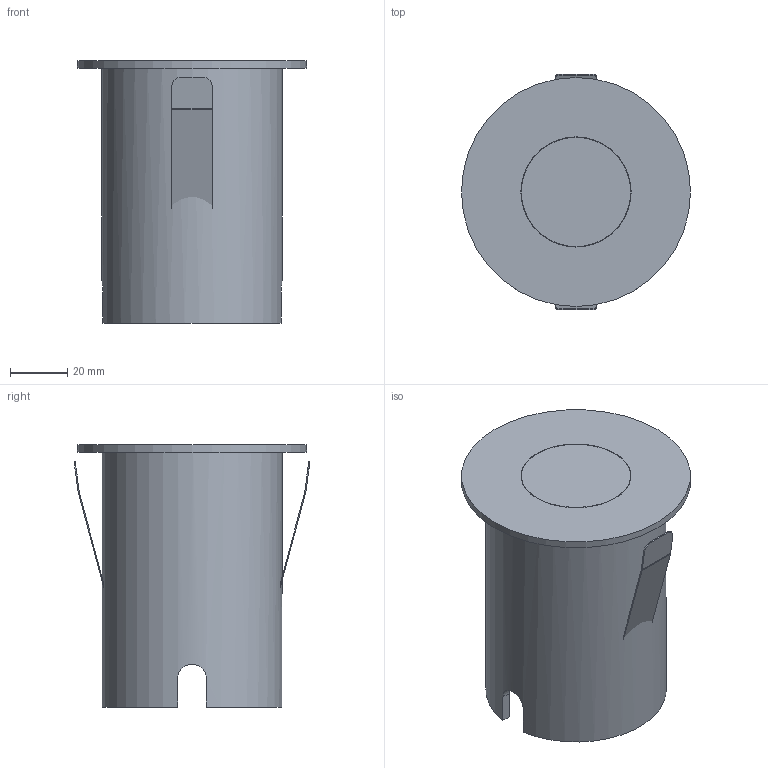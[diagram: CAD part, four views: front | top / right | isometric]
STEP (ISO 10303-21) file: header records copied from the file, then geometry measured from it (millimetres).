
FILE_DESCRIPTION(/* description */ (''),/* implementation_level */ '2;1');
FILE_NAME(/* name */ 'AL-DL0473-7-WW-.stp',/* time_stamp */ '2025-12-18T16:14:08+08:00',/* author */ (''),/* organization */ (''),/* preprocessor_version */ 'ST-DEVELOPER v11',/* originating_system */ 'SIEMENS UGS NX 6.0',/* authorisation */ '');
FILE_SCHEMA (('CONFIG_CONTROL_DESIGN'));
Length unit declared in the file: millimetre
Products named in the file (1): ALDL0473_A068_stp
Bounding box: 80 x 82.43 x 91.6 mm (x, y, z)
Volume: 179054.7 mm3; surface area: 73097.1 mm2
Topology: 2 solids, 2 shells, 149 faces, 334 edges, 219 vertices
Faces by surface type: plane 83, cylinder 61, torus 2, cone 2, sphere 1
Full cylindrical faces by diameter (mm): 3.2 x2, 7.5 x1, 8 x1, 9 x2, 12 x1, 14 x1, 38.2 x1, 38.5 x1, 40 x2, 45 x3, 46 x2, 50 x1, 52 x2, 54 x1, 55 x10, 57 x1, 63 x1, 80 x1
Entity records: 4030 total; most frequent: DIRECTION 716, CARTESIAN_POINT 694, ORIENTED_EDGE 574, EDGE_CURVE 287, AXIS2_PLACEMENT_3D 285, EDGE_LOOP 220, VERTEX_POINT 211, ADVANCED_FACE 149
